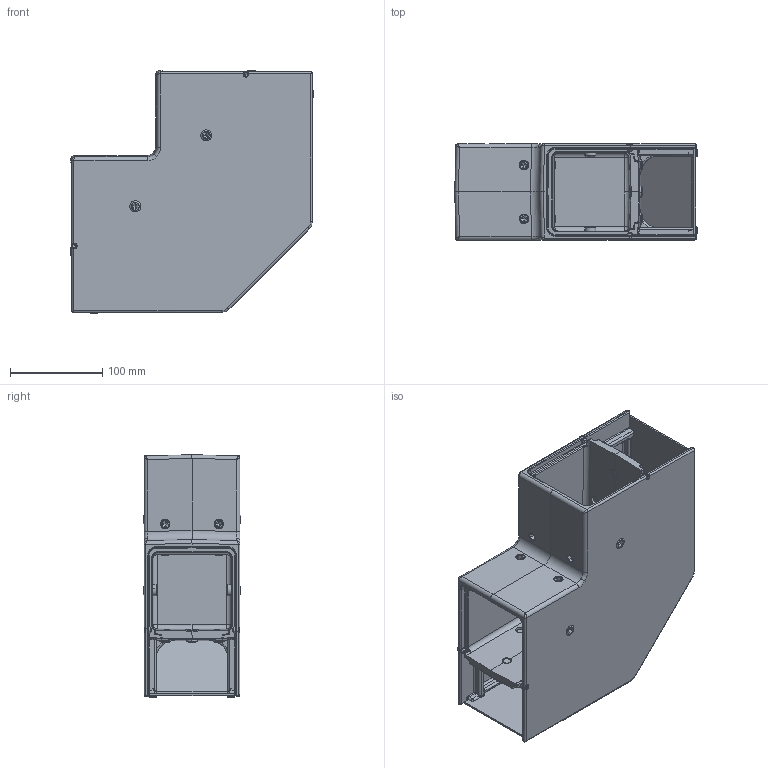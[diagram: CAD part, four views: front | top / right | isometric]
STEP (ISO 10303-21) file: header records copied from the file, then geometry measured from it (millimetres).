
FILE_DESCRIPTION (( 'STEP AP214' ), '1' );
FILE_NAME ('49907111.STEP', '2012-05-10T05:25:47', ( ' ' ), ( '' ), 'SwSTEP 2.0', 'SolidWorks 2011', '' );
FILE_SCHEMA (( 'AUTOMOTIVE_DESIGN' ));
Length unit declared in the file: millimetre
Products named in the file (7): 93113; 93099; 93232; 93115; 95033_Eingebaut; 94905; 49907111
Assembly tree (24 placements, depth 2):
  49907111
    93115  x4
    93232  x6
    93099  x4
    95033_Eingebaut
    93113  x8
    94905
Bounding box: 262.85 x 106 x 262.85 mm (x, y, z)
Volume: 1519802.4 mm3; surface area: 443536 mm2
Topology: 24 solids, 24 shells, 1494 faces, 3503 edges, 1939 vertices
Faces by surface type: cylinder 506, plane 460, bspline 317, cone 122, torus 62, sphere 27
Entity records: 39400 total; most frequent: CARTESIAN_POINT 15332, ORIENTED_EDGE 5358, DIRECTION 4421, EDGE_CURVE 2679, AXIS2_PLACEMENT_3D 1676, VERTEX_POINT 1543, EDGE_LOOP 1174, ADVANCED_FACE 1137
